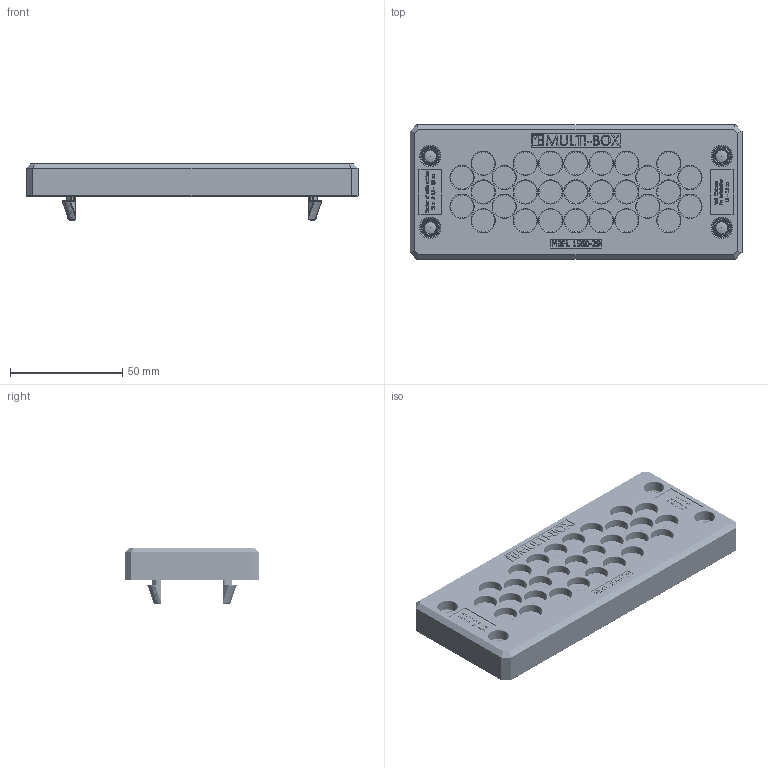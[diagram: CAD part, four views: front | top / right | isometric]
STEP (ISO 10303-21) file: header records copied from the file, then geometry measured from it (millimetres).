
FILE_DESCRIPTION((''),'2;1');
FILE_NAME('MBFL 1560-29 - VE.stp','2015-01-28T14:34:35',('robin.rentz'),(''),'Autodesk Inventor 2012','Autodesk Inventor 2012','');
FILE_SCHEMA(('AUTOMOTIVE_DESIGN { 1 2 10303 214 0 1 1 1 }'));
Length unit declared in the file: millimetre
Products named in the file (1): Bauteil7
Bounding box: 148 x 60 x 25 mm (x, y, z)
Volume: 881.7 mm3; surface area: 57030.7 mm2
Topology: 12 solids, 15 shells, 4998 faces, 12414 edges, 7614 vertices
Faces by surface type: cylinder 1367, plane 1301, bspline 1223, torus 1095, cone 8, sphere 4
Full cylindrical faces by diameter (mm): 2.8 x29, 3 x17, 3.2 x1, 3.3 x32, 5.5 x8, 9 x4, 10.2 x29, 10.4 x29
Entity records: 161895 total; most frequent: CARTESIAN_POINT 49298, ORIENTED_EDGE 24044, DIRECTION 22162, EDGE_CURVE 12022, AXIS2_PLACEMENT_3D 8638, VERTEX_POINT 7552, EDGE_LOOP 5600, FACE_OUTER_BOUND 4998
